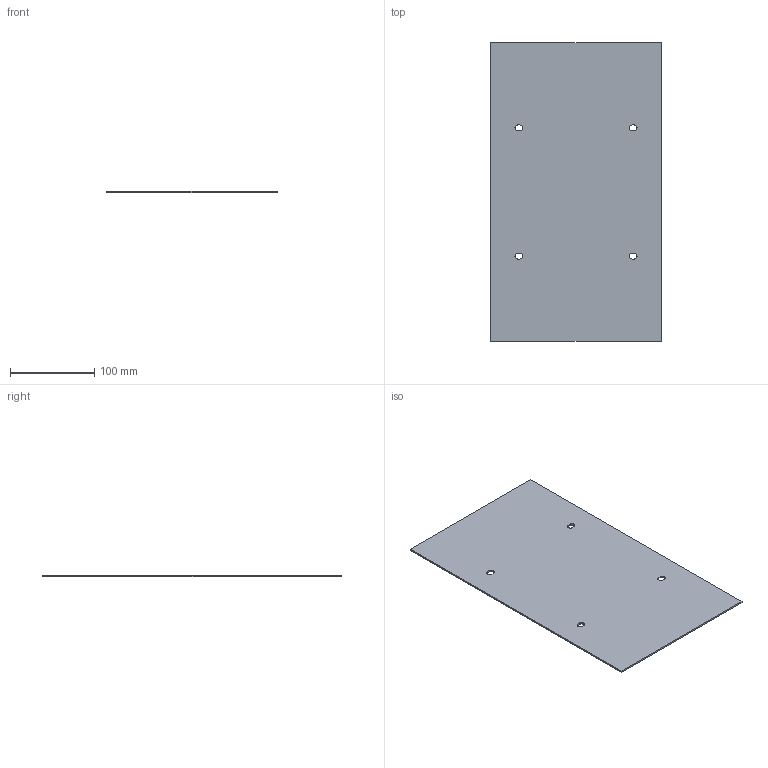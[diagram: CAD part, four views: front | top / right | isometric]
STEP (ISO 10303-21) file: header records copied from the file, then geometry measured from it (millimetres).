
FILE_DESCRIPTION(/* description */ ('FLUSH MOUNT SCREW COVER, 12X6, GALV'),/* implementation_level */ '2;1');
FILE_NAME(/* name */ 'SCF0612G.stp',/* time_stamp */ '2016-07-13T17:35:35+05:00',/* author */ ('bjayachandran'),/* organization */ (''),/* preprocessor_version */ 'ST-DEVELOPER v16.1',/* originating_system */ 'Autodesk Inventor 2016',/* authorisation */ '');
FILE_SCHEMA (('AUTOMOTIVE_DESIGN { 1 0 10303 214 3 1 1 }'));
Length unit declared in the file: inch
Products named in the file (1): SCF0612G
Bounding box: 203.2 x 355.6 x 1.88 mm (x, y, z)
Volume: 135386.7 mm3; surface area: 146364.3 mm2
Topology: 1 solids, 1 shells, 22 faces, 60 edges, 40 vertices
Faces by surface type: plane 14, cylinder 8
Entity records: 771 total; most frequent: CARTESIAN_POINT 123, DIRECTION 122, ORIENTED_EDGE 120, EDGE_CURVE 60, LINE 44, VECTOR 44, VERTEX_POINT 40, AXIS2_PLACEMENT_3D 39
